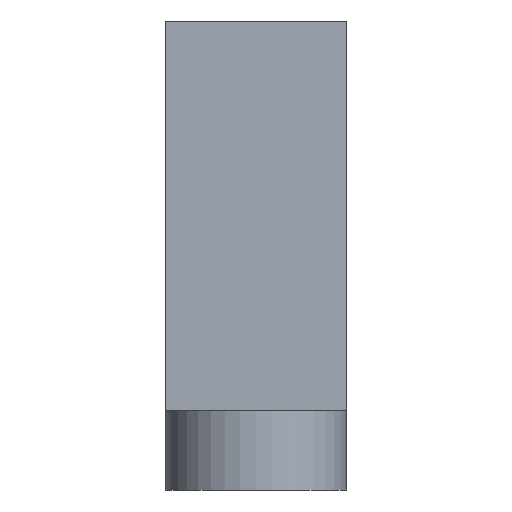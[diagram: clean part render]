
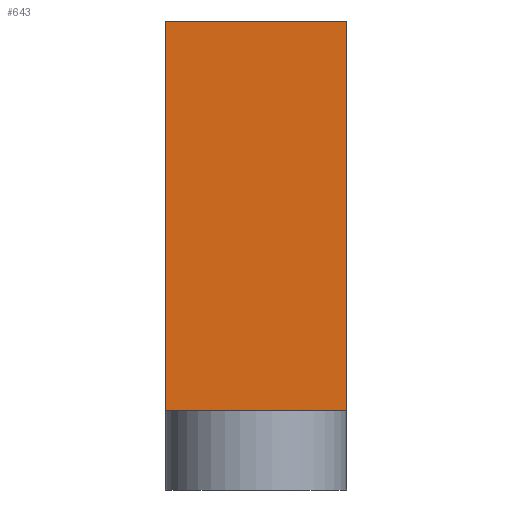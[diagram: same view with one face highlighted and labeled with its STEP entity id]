
A CAD part, left-side view. The second image highlights one B-rep face of the part: STEP entity #643.
In plain terms, the highlighted planar face has unit normal (-1, 0, 0).
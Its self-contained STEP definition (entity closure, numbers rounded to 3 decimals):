
#56 = PLANE('',#57);
#57 = AXIS2_PLACEMENT_3D('',#58,#59,#60);
#58 = CARTESIAN_POINT('',(-11.,4.,3.5));
#59 = DIRECTION('',(0.,0.,-1.));
#60 = DIRECTION('',(-1.,0.,0.));
#88 = PLANE('',#89);
#89 = AXIS2_PLACEMENT_3D('',#90,#91,#92);
#90 = CARTESIAN_POINT('',(-11.,4.,0.));
#91 = DIRECTION('',(0.,1.,0.));
#92 = DIRECTION('',(0.,0.,1.));
#147 = PLANE('',#148);
#148 = AXIS2_PLACEMENT_3D('',#149,#150,#151);
#149 = CARTESIAN_POINT('',(-11.,-4.,0.));
#150 = DIRECTION('',(0.,1.,0.));
#151 = DIRECTION('',(0.,0.,1.));
#164 = VERTEX_POINT('',#165);
#165 = CARTESIAN_POINT('',(0.,4.,3.5));
#186 = EDGE_CURVE('',#187,#164,#189,.T.);
#187 = VERTEX_POINT('',#188);
#188 = CARTESIAN_POINT('',(0.,-4.,3.5));
#189 = SURFACE_CURVE('',#190,(#194,#201),.PCURVE_S1.);
#190 = LINE('',#191,#192);
#191 = CARTESIAN_POINT('',(0.,-4.,3.5));
#192 = VECTOR('',#193,1.);
#193 = DIRECTION('',(0.,1.,0.));
#194 = PCURVE('',#56,#195);
#195 = DEFINITIONAL_REPRESENTATION('',(#196),#200);
#196 = LINE('',#197,#198);
#197 = CARTESIAN_POINT('',(-11.,-8.));
#198 = VECTOR('',#199,1.);
#199 = DIRECTION('',(0.,1.));
#200 = ( GEOMETRIC_REPRESENTATION_CONTEXT(2) 
PARAMETRIC_REPRESENTATION_CONTEXT() REPRESENTATION_CONTEXT('2D SPACE',''
  ) );
#201 = PCURVE('',#202,#207);
#202 = PLANE('',#203);
#203 = AXIS2_PLACEMENT_3D('',#204,#205,#206);
#204 = CARTESIAN_POINT('',(0.,-4.,0.));
#205 = DIRECTION('',(1.,0.,0.));
#206 = DIRECTION('',(0.,0.,1.));
#207 = DEFINITIONAL_REPRESENTATION('',(#208),#212);
#208 = LINE('',#209,#210);
#209 = CARTESIAN_POINT('',(3.5,0.));
#210 = VECTOR('',#211,1.);
#211 = DIRECTION('',(0.,-1.));
#212 = ( GEOMETRIC_REPRESENTATION_CONTEXT(2) 
PARAMETRIC_REPRESENTATION_CONTEXT() REPRESENTATION_CONTEXT('2D SPACE',''
  ) );
#298 = EDGE_CURVE('',#187,#299,#301,.T.);
#299 = VERTEX_POINT('',#300);
#300 = CARTESIAN_POINT('',(0.,-4.,20.66));
#301 = SURFACE_CURVE('',#302,(#306,#313),.PCURVE_S1.);
#302 = LINE('',#303,#304);
#303 = CARTESIAN_POINT('',(0.,-4.,0.));
#304 = VECTOR('',#305,1.);
#305 = DIRECTION('',(0.,0.,1.));
#306 = PCURVE('',#147,#307);
#307 = DEFINITIONAL_REPRESENTATION('',(#308),#312);
#308 = LINE('',#309,#310);
#309 = CARTESIAN_POINT('',(0.,11.));
#310 = VECTOR('',#311,1.);
#311 = DIRECTION('',(1.,0.));
#312 = ( GEOMETRIC_REPRESENTATION_CONTEXT(2) 
PARAMETRIC_REPRESENTATION_CONTEXT() REPRESENTATION_CONTEXT('2D SPACE',''
  ) );
#313 = PCURVE('',#202,#314);
#314 = DEFINITIONAL_REPRESENTATION('',(#315),#319);
#315 = LINE('',#316,#317);
#316 = CARTESIAN_POINT('',(0.,0.));
#317 = VECTOR('',#318,1.);
#318 = DIRECTION('',(1.,0.));
#319 = ( GEOMETRIC_REPRESENTATION_CONTEXT(2) 
PARAMETRIC_REPRESENTATION_CONTEXT() REPRESENTATION_CONTEXT('2D SPACE',''
  ) );
#336 = PLANE('',#337);
#337 = AXIS2_PLACEMENT_3D('',#338,#339,#340);
#338 = CARTESIAN_POINT('',(-5.,-5.,22.));
#339 = DIRECTION('',(0.259,0.,0.966));
#340 = DIRECTION('',(0.966,0.,-0.259));
#557 = EDGE_CURVE('',#164,#558,#560,.T.);
#558 = VERTEX_POINT('',#559);
#559 = CARTESIAN_POINT('',(0.,4.,20.66));
#560 = SURFACE_CURVE('',#561,(#565,#572),.PCURVE_S1.);
#561 = LINE('',#562,#563);
#562 = CARTESIAN_POINT('',(0.,4.,0.));
#563 = VECTOR('',#564,1.);
#564 = DIRECTION('',(0.,0.,1.));
#565 = PCURVE('',#88,#566);
#566 = DEFINITIONAL_REPRESENTATION('',(#567),#571);
#567 = LINE('',#568,#569);
#568 = CARTESIAN_POINT('',(0.,11.));
#569 = VECTOR('',#570,1.);
#570 = DIRECTION('',(1.,0.));
#571 = ( GEOMETRIC_REPRESENTATION_CONTEXT(2) 
PARAMETRIC_REPRESENTATION_CONTEXT() REPRESENTATION_CONTEXT('2D SPACE',''
  ) );
#572 = PCURVE('',#202,#573);
#573 = DEFINITIONAL_REPRESENTATION('',(#574),#578);
#574 = LINE('',#575,#576);
#575 = CARTESIAN_POINT('',(0.,-8.));
#576 = VECTOR('',#577,1.);
#577 = DIRECTION('',(1.,0.));
#578 = ( GEOMETRIC_REPRESENTATION_CONTEXT(2) 
PARAMETRIC_REPRESENTATION_CONTEXT() REPRESENTATION_CONTEXT('2D SPACE',''
  ) );
#643 = ADVANCED_FACE('',(#644),#202,.F.);
#644 = FACE_BOUND('',#645,.F.);
#645 = EDGE_LOOP('',(#646,#647,#648,#649));
#646 = ORIENTED_EDGE('',*,*,#298,.F.);
#647 = ORIENTED_EDGE('',*,*,#186,.T.);
#648 = ORIENTED_EDGE('',*,*,#557,.T.);
#649 = ORIENTED_EDGE('',*,*,#650,.T.);
#650 = EDGE_CURVE('',#558,#299,#651,.T.);
#651 = SURFACE_CURVE('',#652,(#656,#662),.PCURVE_S1.);
#652 = LINE('',#653,#654);
#653 = CARTESIAN_POINT('',(0.,-4.5,20.66));
#654 = VECTOR('',#655,1.);
#655 = DIRECTION('',(0.,-1.,0.));
#656 = PCURVE('',#202,#657);
#657 = DEFINITIONAL_REPRESENTATION('',(#658),#661);
#658 = B_SPLINE_CURVE_WITH_KNOTS('',1,(#659,#660),.UNSPECIFIED.,.F.,.F.,
  (2,2),(-9.3,0.3),.PIECEWISE_BEZIER_KNOTS.);
#659 = CARTESIAN_POINT('',(20.66,-8.8));
#660 = CARTESIAN_POINT('',(20.66,0.8));
#661 = ( GEOMETRIC_REPRESENTATION_CONTEXT(2) 
PARAMETRIC_REPRESENTATION_CONTEXT() REPRESENTATION_CONTEXT('2D SPACE',''
  ) );
#662 = PCURVE('',#336,#663);
#663 = DEFINITIONAL_REPRESENTATION('',(#664),#667);
#664 = B_SPLINE_CURVE_WITH_KNOTS('',1,(#665,#666),.UNSPECIFIED.,.F.,.F.,
  (2,2),(-9.3,0.3),.PIECEWISE_BEZIER_KNOTS.);
#665 = CARTESIAN_POINT('',(5.176,9.8));
#666 = CARTESIAN_POINT('',(5.176,0.2));
#667 = ( GEOMETRIC_REPRESENTATION_CONTEXT(2) 
PARAMETRIC_REPRESENTATION_CONTEXT() REPRESENTATION_CONTEXT('2D SPACE',''
  ) );
